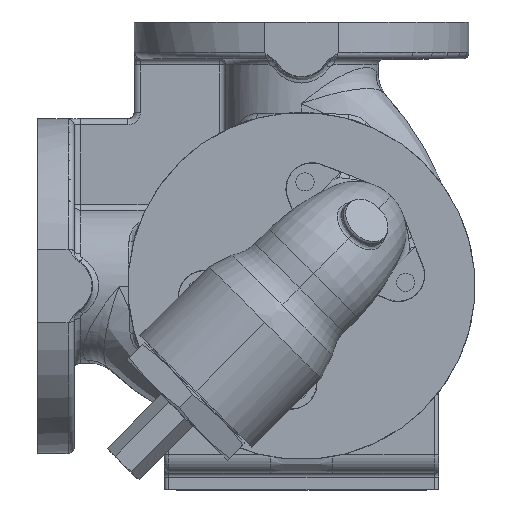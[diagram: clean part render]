
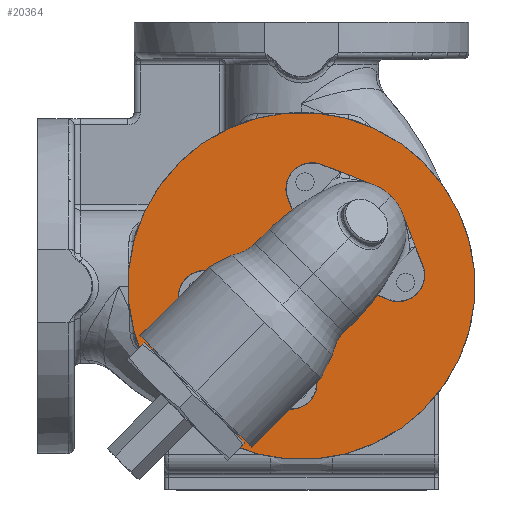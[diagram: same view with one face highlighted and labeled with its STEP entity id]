
A CAD part, top view. The second image highlights one B-rep face of the part: STEP entity #20364.
In plain terms, the highlighted planar face has unit normal (0, 0, 1).
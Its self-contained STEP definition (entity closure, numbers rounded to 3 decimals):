
#2008=CARTESIAN_POINT('',(0.,0.,107.));
#2009=DIRECTION('',(0.,0.,-1.));
#2010=DIRECTION('',(0.707,-0.707,0.));
#2011=AXIS2_PLACEMENT_3D('',#2008,#2009,#2010);
#2013=CARTESIAN_POINT('',(0.,0.,107.));
#2014=DIRECTION('',(0.,0.,1.));
#2015=DIRECTION('',(0.707,-0.707,0.));
#2016=AXIS2_PLACEMENT_3D('',#2013,#2014,#2015);
#2018=DIRECTION('',(-0.365,0.931,0.));
#2019=VECTOR('',#2018,27.495);
#2020=CARTESIAN_POINT('',(6.799,-42.982,107.));
#2021=LINE('',#2020,#2019);
#2022=CARTESIAN_POINT('',(-26.517,-26.517,107.));
#2023=DIRECTION('',(0.,0.,1.));
#2024=DIRECTION('',(0.931,0.365,0.));
#2025=AXIS2_PLACEMENT_3D('',#2022,#2023,#2024);
#2027=DIRECTION('',(-0.931,0.365,0.));
#2028=VECTOR('',#2027,27.495);
#2029=CARTESIAN_POINT('',(-17.386,-3.244,107.));
#2030=LINE('',#2029,#2028);
#2031=CARTESIAN_POINT('',(-47.73,-5.303,107.));
#2032=DIRECTION('',(0.,0.,1.));
#2033=DIRECTION('',(0.365,0.931,0.));
#2034=AXIS2_PLACEMENT_3D('',#2031,#2032,#2033);
#2036=DIRECTION('',(0.365,-0.931,0.));
#2037=VECTOR('',#2036,27.495);
#2038=CARTESIAN_POINT('',(-59.832,-10.051,107.));
#2039=LINE('',#2038,#2037);
#2040=CARTESIAN_POINT('',(-26.517,-26.517,107.));
#2041=DIRECTION('',(0.,0.,1.));
#2042=DIRECTION('',(-0.931,-0.365,0.));
#2043=AXIS2_PLACEMENT_3D('',#2040,#2041,#2042);
#2045=DIRECTION('',(0.931,-0.365,0.));
#2046=VECTOR('',#2045,27.495);
#2047=CARTESIAN_POINT('',(-35.647,-49.789,107.));
#2048=LINE('',#2047,#2046);
#2049=CARTESIAN_POINT('',(-5.303,-47.73,107.));
#2050=DIRECTION('',(0.,0.,1.));
#2051=DIRECTION('',(-0.365,-0.931,0.));
#2052=AXIS2_PLACEMENT_3D('',#2049,#2050,#2051);
#2054=DIRECTION('',(-0.365,0.931,0.));
#2055=VECTOR('',#2054,27.495);
#2056=CARTESIAN_POINT('',(59.832,10.051,107.));
#2057=LINE('',#2056,#2055);
#2058=CARTESIAN_POINT('',(26.517,26.517,107.));
#2059=DIRECTION('',(0.,0.,1.));
#2060=DIRECTION('',(0.931,0.365,0.));
#2061=AXIS2_PLACEMENT_3D('',#2058,#2059,#2060);
#2063=DIRECTION('',(-0.931,0.365,0.));
#2064=VECTOR('',#2063,27.495);
#2065=CARTESIAN_POINT('',(35.647,49.789,107.));
#2066=LINE('',#2065,#2064);
#2067=CARTESIAN_POINT('',(5.303,47.73,107.));
#2068=DIRECTION('',(0.,0.,1.));
#2069=DIRECTION('',(0.365,0.931,0.));
#2070=AXIS2_PLACEMENT_3D('',#2067,#2068,#2069);
#2072=DIRECTION('',(0.365,-0.931,0.));
#2073=VECTOR('',#2072,27.495);
#2074=CARTESIAN_POINT('',(-6.799,42.982,107.));
#2075=LINE('',#2074,#2073);
#2076=CARTESIAN_POINT('',(26.517,26.517,107.));
#2077=DIRECTION('',(0.,0.,1.));
#2078=DIRECTION('',(-0.931,-0.365,0.));
#2079=AXIS2_PLACEMENT_3D('',#2076,#2077,#2078);
#2081=DIRECTION('',(0.931,-0.365,0.));
#2082=VECTOR('',#2081,27.495);
#2083=CARTESIAN_POINT('',(17.386,3.244,107.));
#2084=LINE('',#2083,#2082);
#2085=CARTESIAN_POINT('',(47.73,5.303,107.));
#2086=DIRECTION('',(0.,0.,1.));
#2087=DIRECTION('',(-0.365,-0.931,0.));
#2088=AXIS2_PLACEMENT_3D('',#2085,#2086,#2087);
#13520=CARTESIAN_POINT('',(60.458,-60.458,107.));
#13521=CARTESIAN_POINT('',(-60.458,60.458,107.));
#13522=VERTEX_POINT('',#13520);
#13523=VERTEX_POINT('',#13521);
#13786=CARTESIAN_POINT('',(6.799,-42.982,107.));
#13787=CARTESIAN_POINT('',(-3.244,-17.386,107.));
#13788=VERTEX_POINT('',#13786);
#13789=VERTEX_POINT('',#13787);
#13790=CARTESIAN_POINT('',(-49.789,-35.647,107.));
#13791=CARTESIAN_POINT('',(-35.647,-49.789,107.));
#13792=VERTEX_POINT('',#13790);
#13793=VERTEX_POINT('',#13791);
#13794=CARTESIAN_POINT('',(-17.386,-3.244,107.));
#13795=VERTEX_POINT('',#13794);
#13796=CARTESIAN_POINT('',(-42.982,6.799,107.));
#13797=VERTEX_POINT('',#13796);
#13798=CARTESIAN_POINT('',(-59.832,-10.051,107.));
#13799=VERTEX_POINT('',#13798);
#13800=CARTESIAN_POINT('',(-10.051,-59.832,107.));
#13801=VERTEX_POINT('',#13800);
#13802=CARTESIAN_POINT('',(59.832,10.051,107.));
#13803=CARTESIAN_POINT('',(49.789,35.647,107.));
#13804=VERTEX_POINT('',#13802);
#13805=VERTEX_POINT('',#13803);
#13806=CARTESIAN_POINT('',(35.647,49.789,107.));
#13807=VERTEX_POINT('',#13806);
#13808=CARTESIAN_POINT('',(3.244,17.386,107.));
#13809=CARTESIAN_POINT('',(17.386,3.244,107.));
#13810=VERTEX_POINT('',#13808);
#13811=VERTEX_POINT('',#13809);
#13812=CARTESIAN_POINT('',(10.051,59.832,107.));
#13813=VERTEX_POINT('',#13812);
#13814=CARTESIAN_POINT('',(-6.799,42.982,107.));
#13815=VERTEX_POINT('',#13814);
#13816=CARTESIAN_POINT('',(42.982,-6.799,107.));
#13817=VERTEX_POINT('',#13816);
#20319=CARTESIAN_POINT('',(0.,0.,107.));
#20320=DIRECTION('',(0.,0.,1.));
#20321=DIRECTION('',(0.707,-0.707,0.));
#20322=AXIS2_PLACEMENT_3D('',#20319,#20320,#20321);
#20323=PLANE('',#20322);
#20324=ORIENTED_EDGE('',*,*,#20299,.T.);
#20325=ORIENTED_EDGE('',*,*,#20313,.F.);
#20326=EDGE_LOOP('',(#20324,#20325));
#20327=FACE_OUTER_BOUND('',#20326,.F.);
#20329=ORIENTED_EDGE('',*,*,#20328,.T.);
#20331=ORIENTED_EDGE('',*,*,#20330,.T.);
#20333=ORIENTED_EDGE('',*,*,#20332,.T.);
#20335=ORIENTED_EDGE('',*,*,#20334,.T.);
#20337=ORIENTED_EDGE('',*,*,#20336,.T.);
#20339=ORIENTED_EDGE('',*,*,#20338,.T.);
#20341=ORIENTED_EDGE('',*,*,#20340,.T.);
#20343=ORIENTED_EDGE('',*,*,#20342,.T.);
#20344=EDGE_LOOP('',(#20329,#20331,#20333,#20335,#20337,#20339,#20341,#20343));
#20345=FACE_BOUND('',#20344,.F.);
#20347=ORIENTED_EDGE('',*,*,#20346,.T.);
#20349=ORIENTED_EDGE('',*,*,#20348,.T.);
#20351=ORIENTED_EDGE('',*,*,#20350,.T.);
#20353=ORIENTED_EDGE('',*,*,#20352,.T.);
#20355=ORIENTED_EDGE('',*,*,#20354,.T.);
#20357=ORIENTED_EDGE('',*,*,#20356,.T.);
#20359=ORIENTED_EDGE('',*,*,#20358,.T.);
#20361=ORIENTED_EDGE('',*,*,#20360,.T.);
#20362=EDGE_LOOP('',(#20347,#20349,#20351,#20353,#20355,#20357,#20359,#20361));
#20363=FACE_BOUND('',#20362,.F.);
#20364=ADVANCED_FACE('',(#20327,#20345,#20363),#20323,.T.);
#2012=CIRCLE('',#2011,85.5);
#2017=CIRCLE('',#2016,85.5);
#2026=CIRCLE('',#2025,25.);
#2035=CIRCLE('',#2034,13.);
#2044=CIRCLE('',#2043,25.);
#2053=CIRCLE('',#2052,13.);
#2062=CIRCLE('',#2061,25.);
#2071=CIRCLE('',#2070,13.);
#2080=CIRCLE('',#2079,25.);
#2089=CIRCLE('',#2088,13.);
#20299=EDGE_CURVE('',#13522,#13523,#2012,.T.);
#20313=EDGE_CURVE('',#13522,#13523,#2017,.T.);
#20328=EDGE_CURVE('',#13788,#13789,#2021,.T.);
#20330=EDGE_CURVE('',#13789,#13795,#2026,.T.);
#20332=EDGE_CURVE('',#13795,#13797,#2030,.T.);
#20334=EDGE_CURVE('',#13797,#13799,#2035,.T.);
#20336=EDGE_CURVE('',#13799,#13792,#2039,.T.);
#20338=EDGE_CURVE('',#13792,#13793,#2044,.T.);
#20340=EDGE_CURVE('',#13793,#13801,#2048,.T.);
#20342=EDGE_CURVE('',#13801,#13788,#2053,.T.);
#20346=EDGE_CURVE('',#13804,#13805,#2057,.T.);
#20348=EDGE_CURVE('',#13805,#13807,#2062,.T.);
#20350=EDGE_CURVE('',#13807,#13813,#2066,.T.);
#20352=EDGE_CURVE('',#13813,#13815,#2071,.T.);
#20354=EDGE_CURVE('',#13815,#13810,#2075,.T.);
#20356=EDGE_CURVE('',#13810,#13811,#2080,.T.);
#20358=EDGE_CURVE('',#13811,#13817,#2084,.T.);
#20360=EDGE_CURVE('',#13817,#13804,#2089,.T.);
